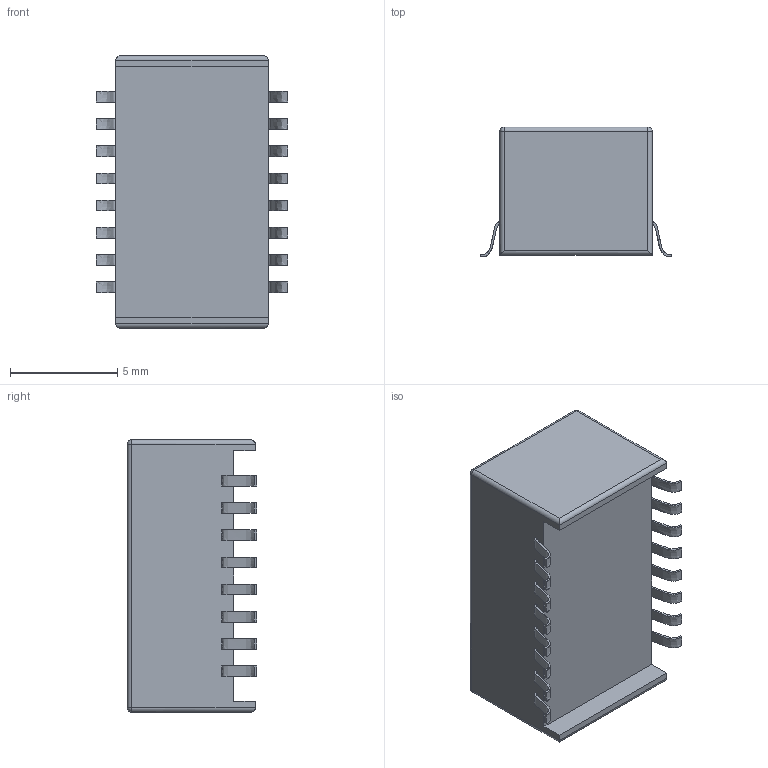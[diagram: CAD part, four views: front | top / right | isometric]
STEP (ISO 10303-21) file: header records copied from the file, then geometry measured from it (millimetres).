
FILE_DESCRIPTION(/* description */ (''),/* implementation_level */ '2;1');
FILE_NAME(/* name */ 'H1102NL v1.step',/* time_stamp */ '2018-08-07T17:22:26-07:00',/* author */ ('jbruceLGDCQ'),/* organization */ (''),/* preprocessor_version */ 'ST-DEVELOPER v17',/* originating_system */ 'Autodesk Translation Framework v7.1.0.215',/* authorisation */ '');
FILE_SCHEMA (('AUTOMOTIVE_DESIGN { 1 0 10303 214 3 1 1 }'));
Length unit declared in the file: millimetre
Products named in the file (1): H1102NL
Bounding box: 8.91 x 6.04 x 12.7 mm (x, y, z)
Volume: 456.8 mm3; surface area: 438.6 mm2
Topology: 1 solids, 1 shells, 104 faces, 242 edges, 156 vertices
Faces by surface type: plane 58, bspline 32, cylinder 10, sphere 4
Entity records: 4937 total; most frequent: CARTESIAN_POINT 2801, ORIENTED_EDGE 484, DIRECTION 308, EDGE_CURVE 242, VERTEX_POINT 156, LINE 130, VECTOR 130, EDGE_LOOP 120
